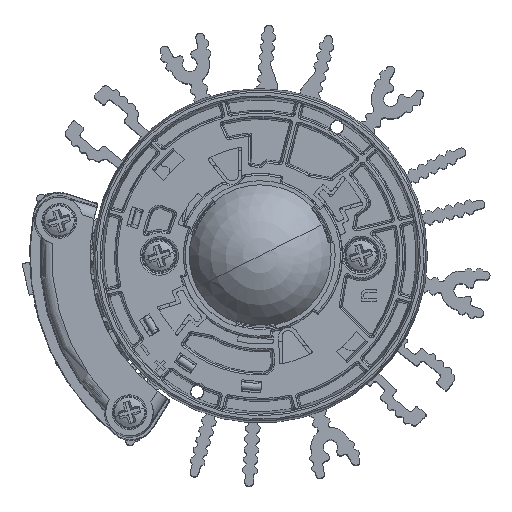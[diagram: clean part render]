
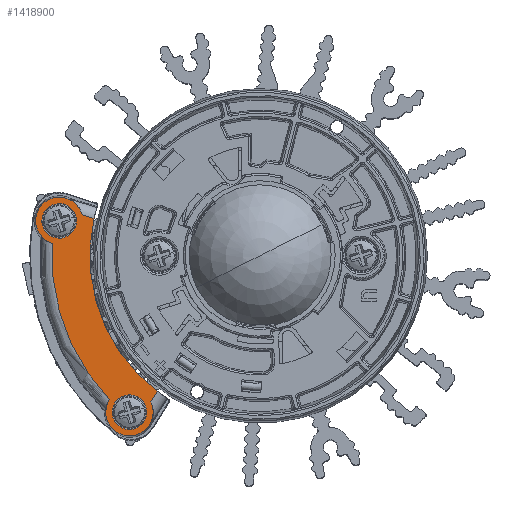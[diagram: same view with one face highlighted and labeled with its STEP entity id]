
A CAD part, top view. The second image highlights one B-rep face of the part: STEP entity #1418900.
In plain terms, the highlighted face is planar.
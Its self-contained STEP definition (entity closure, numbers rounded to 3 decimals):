
#1418010=CARTESIAN_POINT('',(-17.341,38.543,
-33.495));
#1418020=DIRECTION('',(0.,1.,
0.));
#1418030=DIRECTION('',(0.729,0.,
0.684));
#1418040=AXIS2_PLACEMENT_3D('',#1418010,#1418020,#1418030);
#1418050=PLANE('',#1418040);
#1418060=CARTESIAN_POINT('',(-30.55,38.543,
-17.794));
#1418070=DIRECTION('',(0.,-1.,
0.));
#1418080=DIRECTION('',(-0.974,0.,
-0.228));
#1418090=AXIS2_PLACEMENT_3D('',#1418060,#1418070,#1418080);
#1418100=CIRCLE('',#1418090,3.);
#1418110=CARTESIAN_POINT('',(-33.471,38.543,
-18.478));
#1418120=VERTEX_POINT('',#1418110);
#1418130=CARTESIAN_POINT('',(-27.629,38.543,
-17.11));
#1418140=VERTEX_POINT('',#1418130);
#1418150=EDGE_CURVE('',#1418120,#1418140,#1418100,.T.);
#1418160=ORIENTED_EDGE('',*,*,#1418150,.T.);
#1418170=EDGE_CURVE('',#1418140,#1418120,#1418100,.T.);
#1418180=ORIENTED_EDGE('',*,*,#1418170,.T.);
#1418190=EDGE_LOOP('',(#1418180,#1418160));
#1418200=FACE_BOUND('',#1418190,.T.);
#1418210=CARTESIAN_POINT('',(0.106,38.543,
-35.374));
#1418220=DIRECTION('',(0.,1.,
0.));
#1418230=DIRECTION('',(0.684,0.,
-0.729));
#1418240=AXIS2_PLACEMENT_3D('',#1418210,#1418220,#1418230);
#1418250=CIRCLE('',#1418240,3.);
#1418260=CARTESIAN_POINT('',(2.159,38.543,
-37.562));
#1418270=VERTEX_POINT('',#1418260);
#1418280=CARTESIAN_POINT('',(-1.947,38.543,
-33.187));
#1418290=VERTEX_POINT('',#1418280);
#1418300=EDGE_CURVE('',#1418270,#1418290,#1418250,.T.);
#1418310=ORIENTED_EDGE('',*,*,#1418300,.F.);
#1418320=EDGE_CURVE('',#1418290,#1418270,#1418250,.T.);
#1418330=ORIENTED_EDGE('',*,*,#1418320,.F.);
#1418340=EDGE_LOOP('',(#1418330,#1418310));
#1418350=FACE_BOUND('',#1418340,.T.);
#1418360=CARTESIAN_POINT('',(0.005,38.543,
-0.022));
#1418370=DIRECTION('',(0.,1.,
0.));
#1418380=DIRECTION('',(0.684,0.,
-0.729));
#1418390=AXIS2_PLACEMENT_3D('',#1418360,#1418370,#1418380);
#1418400=CIRCLE('',#1418390,29.5);
#1418410=CARTESIAN_POINT('',(1.517,38.543,
-29.483));
#1418420=VERTEX_POINT('',#1418410);
#1418430=CARTESIAN_POINT('',(-26.184,38.543,
-13.602));
#1418440=VERTEX_POINT('',#1418430);
#1418450=EDGE_CURVE('',#1418420,#1418440,#1418400,.T.);
#1418460=ORIENTED_EDGE('',*,*,#1418450,.F.);
#1418470=CARTESIAN_POINT('',(0.,38.543,
-2.468));
#1418480=DIRECTION('',(-0.92,0.,
-0.391));
#1418490=VECTOR('',#1418480,1.);
#1418500=LINE('',#1418470,#1418490);
#1418510=CARTESIAN_POINT('',(-28.174,38.543,
-14.448));
#1418520=VERTEX_POINT('',#1418510);
#1418530=EDGE_CURVE('',#1418440,#1418520,#1418500,.T.);
#1418540=ORIENTED_EDGE('',*,*,#1418530,.F.);
#1418550=CARTESIAN_POINT('',(-30.55,38.543,
-17.794));
#1418560=DIRECTION('',(0.,-1.,
0.));
#1418570=DIRECTION('',(0.729,0.,
0.684));
#1418580=AXIS2_PLACEMENT_3D('',#1418550,#1418560,#1418570);
#1418590=CIRCLE('',#1418580,4.104);
#1418600=CARTESIAN_POINT('',(-28.96,38.543,
-21.577));
#1418610=VERTEX_POINT('',#1418600);
#1418620=EDGE_CURVE('',#1418520,#1418610,#1418590,.T.);
#1418630=ORIENTED_EDGE('',*,*,#1418620,.F.);
#1418640=CARTESIAN_POINT('',(0.,38.543,
-0.02));
#1418650=DIRECTION('',(0.,-1.,
0.));
#1418660=DIRECTION('',(0.,0.,1.));
#1418670=AXIS2_PLACEMENT_3D('',#1418640,#1418650,#1418660);
#1418680=CIRCLE('',#1418670,36.102);
#1418690=CARTESIAN_POINT('',(-3.953,38.543,
-35.905));
#1418700=VERTEX_POINT('',#1418690);
#1418710=EDGE_CURVE('',#1418610,#1418700,#1418680,.T.);
#1418720=ORIENTED_EDGE('',*,*,#1418710,.F.);
#1418730=CARTESIAN_POINT('',(0.116,38.543,
-35.372));
#1418740=DIRECTION('',(0.,-1.,
0.));
#1418750=DIRECTION('',(0.228,0.,
-0.974));
#1418760=AXIS2_PLACEMENT_3D('',#1418730,#1418740,#1418750);
#1418770=CIRCLE('',#1418760,4.104);
#1418780=CARTESIAN_POINT('',(1.792,38.543,
-31.626));
#1418790=VERTEX_POINT('',#1418780);
#1418800=EDGE_CURVE('',#1418700,#1418790,#1418770,.T.);
#1418810=ORIENTED_EDGE('',*,*,#1418800,.F.);
#1418820=CARTESIAN_POINT('',(-2.266,38.543,
0.));
#1418830=DIRECTION('',(0.127,0.,
-0.992));
#1418840=VECTOR('',#1418830,1.);
#1418850=LINE('',#1418820,#1418840);
#1418860=EDGE_CURVE('',#1418420,#1418790,#1418850,.T.);
#1418870=ORIENTED_EDGE('',*,*,#1418860,.T.);
#1418880=EDGE_LOOP('',(#1418870,#1418810,#1418720,#1418630,#1418540,
#1418460));
#1418890=FACE_OUTER_BOUND('',#1418880,.T.);
#1418900=ADVANCED_FACE('',(#1418200,#1418350,#1418890),#1418050,.T.);
